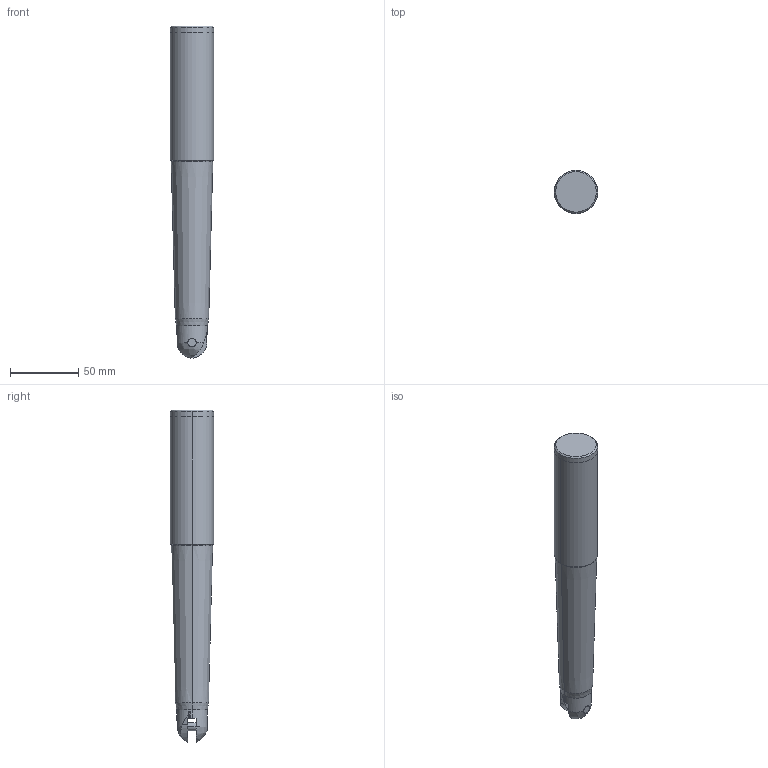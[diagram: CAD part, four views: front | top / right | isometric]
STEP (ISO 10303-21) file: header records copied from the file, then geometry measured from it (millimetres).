
FILE_DESCRIPTION(/* description */ (''),/* implementation_level */ '2;1');
FILE_NAME(/* name */ 'SRFU16S20L.stp',/* time_stamp */ '2017-12-21T10:02:02+09:00',/* author */ (''),/* organization */ (''),/* preprocessor_version */ 'ST-DEVELOPER v16',/* originating_system */ 'SIEMENS PLM Software NX 10.0',/* authorisation */ '');
FILE_SCHEMA (('AUTOMOTIVE_DESIGN { 1 0 10303 214 3 1 1 1 }'));
Length unit declared in the file: millimetre
Products named in the file (1): SRFU16S20L_ASM
Bounding box: 31.75 x 31.75 x 243.24 mm (x, y, z)
Volume: 155237 mm3; surface area: 23987.5 mm2
Topology: 2 solids, 2 shells, 81 faces, 205 edges, 130 vertices
Faces by surface type: cylinder 34, plane 23, cone 16, bspline 4, extrusion 2, torus 2
Entity records: 3192 total; most frequent: CARTESIAN_POINT 1092, DIRECTION 457, ORIENTED_EDGE 410, EDGE_CURVE 205, AXIS2_PLACEMENT_3D 185, VERTEX_POINT 130, CIRCLE 95, VECTOR 87
